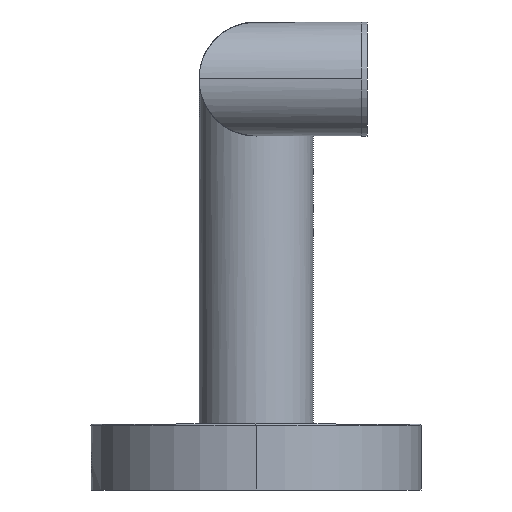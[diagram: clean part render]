
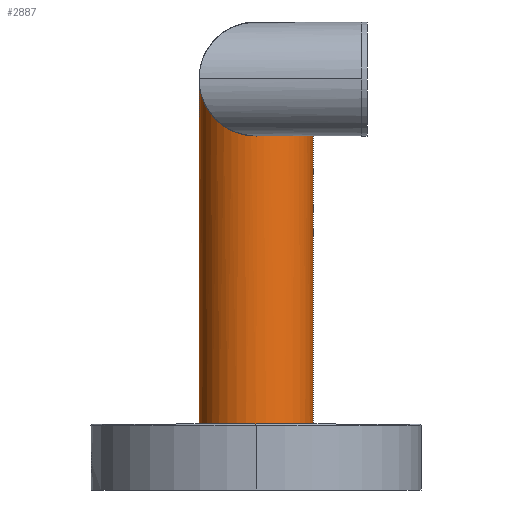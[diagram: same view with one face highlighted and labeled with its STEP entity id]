
A CAD part, left-side view. The second image highlights one B-rep face of the part: STEP entity #2887.
In plain terms, the highlighted cylindrical face has radius 9.5 mm (diameter 19 mm), a partial arc.
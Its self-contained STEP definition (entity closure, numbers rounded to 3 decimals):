
#2731=CARTESIAN_POINT('',(0.,0.,0.));
#2732=DIRECTION('',(1.,0.,0.));
#2733=DIRECTION('',(0.,-1.,0.));
#2734=AXIS2_PLACEMENT_3D('',#2731,#2732,#2733);
#2751=CARTESIAN_POINT('',(57.5,-9.5,0.));
#2752=CARTESIAN_POINT('',(56.38,-9.5,-1.12));
#2753=CARTESIAN_POINT('',(54.567,-9.193,
-2.933));
#2754=CARTESIAN_POINT('',(52.271,-8.011,
-5.229));
#2755=CARTESIAN_POINT('',(50.734,-6.766,
-6.766));
#2756=CARTESIAN_POINT('',(49.488,-5.229,
-8.012));
#2757=CARTESIAN_POINT('',(48.604,-3.507,
-8.896));
#2758=CARTESIAN_POINT('',(48.184,-2.02,
-9.316));
#2759=CARTESIAN_POINT('',(48.025,-0.849,
-9.475));
#2760=CARTESIAN_POINT('',(47.988,0.,-9.512));
#2761=CARTESIAN_POINT('',(48.025,0.849,
-9.475));
#2762=CARTESIAN_POINT('',(48.184,2.02,-9.316));
#2763=CARTESIAN_POINT('',(48.604,3.507,-8.896));
#2764=CARTESIAN_POINT('',(49.488,5.229,-8.012));
#2765=CARTESIAN_POINT('',(50.734,6.766,-6.766));
#2766=CARTESIAN_POINT('',(52.271,8.011,-5.229));
#2767=CARTESIAN_POINT('',(54.567,9.193,-2.933));
#2768=CARTESIAN_POINT('',(56.38,9.5,-1.12));
#2769=CARTESIAN_POINT('',(57.5,9.5,0.));
#2771=DIRECTION('',(1.,0.,0.));
#2772=VECTOR('',#2771,57.5);
#2773=CARTESIAN_POINT('',(0.,-9.5,0.));
#2774=LINE('',#2773,#2772);
#2795=DIRECTION('',(1.,0.,0.));
#2796=VECTOR('',#2795,57.5);
#2797=CARTESIAN_POINT('',(0.,9.5,0.));
#2798=LINE('',#2797,#2796);
#2843=CARTESIAN_POINT('',(0.,-9.5,0.));
#2844=CARTESIAN_POINT('',(0.,9.5,0.));
#2845=VERTEX_POINT('',#2843);
#2846=VERTEX_POINT('',#2844);
#2851=VERTEX_POINT('',#2751);
#2852=VERTEX_POINT('',#2769);
#2873=CARTESIAN_POINT('',(0.,0.,0.));
#2874=DIRECTION('',(1.,0.,0.));
#2875=DIRECTION('',(0.,-1.,0.));
#2876=AXIS2_PLACEMENT_3D('',#2873,#2874,#2875);
#2877=CYLINDRICAL_SURFACE('',#2876,9.5);
#2879=ORIENTED_EDGE('',*,*,#2878,.T.);
#2881=ORIENTED_EDGE('',*,*,#2880,.F.);
#2882=ORIENTED_EDGE('',*,*,#2860,.F.);
#2884=ORIENTED_EDGE('',*,*,#2883,.T.);
#2885=EDGE_LOOP('',(#2879,#2881,#2882,#2884));
#2886=FACE_OUTER_BOUND('',#2885,.F.);
#2735=CIRCLE('',#2734,9.5);
#2770=B_SPLINE_CURVE_WITH_KNOTS('',3,(#2751,#2752,#2753,#2754,#2755,#2756,#2757,
#2758,#2759,#2760,#2761,#2762,#2763,#2764,#2765,#2766,#2767,#2768,#2769),
.UNSPECIFIED.,.F.,.F.,(4,1,1,1,1,1,1,1,1,1,1,1,1,1,1,1,4),(0.,0.125,
0.188,0.25,0.313,0.375,0.438,0.469,0.5,0.531,0.563,
0.625,0.688,0.75,0.813,0.875,1.),.UNSPECIFIED.);
#2860=EDGE_CURVE('',#2845,#2846,#2735,.T.);
#2878=EDGE_CURVE('',#2851,#2852,#2770,.T.);
#2880=EDGE_CURVE('',#2846,#2852,#2798,.T.);
#2883=EDGE_CURVE('',#2845,#2851,#2774,.T.);
#2887=ADVANCED_FACE('',(#2886),#2877,.T.);
